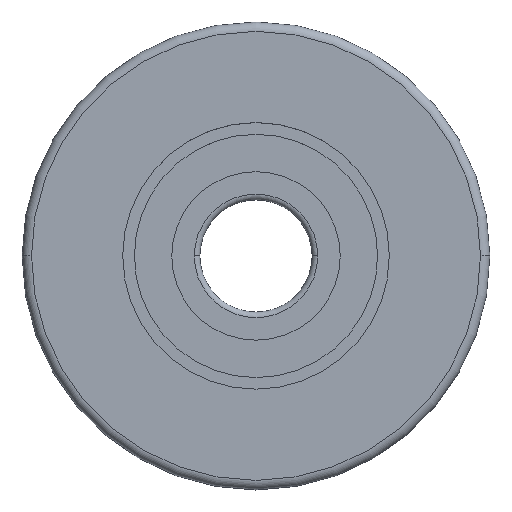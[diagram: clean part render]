
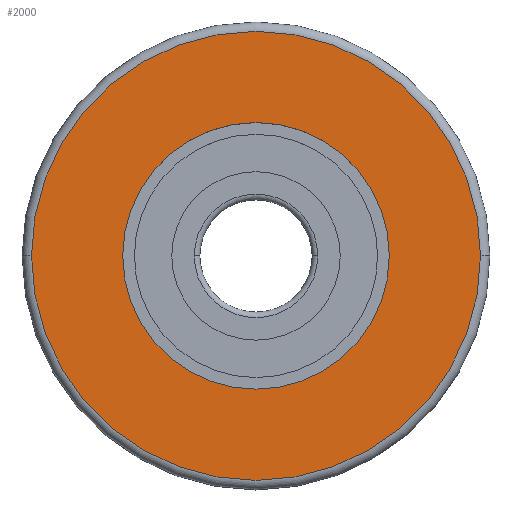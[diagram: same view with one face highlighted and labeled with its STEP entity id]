
A CAD part, top view. The second image highlights one B-rep face of the part: STEP entity #2000.
In plain terms, the highlighted planar face has unit normal (0, 0, 1).
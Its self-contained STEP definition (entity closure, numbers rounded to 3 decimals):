
#55 = CARTESIAN_POINT ( 'NONE',  ( -24., 0., 9. ) ) ;
#79 = EDGE_CURVE ( 'NONE', #684, #681, #2266, .T. ) ;
#122 = ORIENTED_EDGE ( 'NONE', *, *, #79, .T. ) ;
#166 = CIRCLE ( 'NONE', #836, 24. ) ;
#471 = CARTESIAN_POINT ( 'NONE',  ( -14.25, 0., 9. ) ) ;
#485 = FACE_BOUND ( 'NONE', #2016, .T. ) ;
#508 = ORIENTED_EDGE ( 'NONE', *, *, #1601, .T. ) ;
#540 = CARTESIAN_POINT ( 'NONE',  ( 0., 0., 9. ) ) ;
#541 = AXIS2_PLACEMENT_3D ( 'NONE', #1906, #812, #2095 ) ;
#638 = DIRECTION ( 'NONE',  ( 0., 0., 1. ) ) ;
#640 = VERTEX_POINT ( 'NONE', #2040 ) ;
#681 = VERTEX_POINT ( 'NONE', #1527 ) ;
#684 = VERTEX_POINT ( 'NONE', #55 ) ;
#726 = DIRECTION ( 'NONE',  ( -1., 0., 0. ) ) ;
#759 = EDGE_LOOP ( 'NONE', ( #122, #508 ) ) ;
#812 = DIRECTION ( 'NONE',  ( 0., 0., -1. ) ) ;
#836 = AXIS2_PLACEMENT_3D ( 'NONE', #540, #1816, #726 ) ;
#893 = AXIS2_PLACEMENT_3D ( 'NONE', #918, #2205, #1099 ) ;
#918 = CARTESIAN_POINT ( 'NONE',  ( 0., 0., 9. ) ) ;
#959 = VERTEX_POINT ( 'NONE', #471 ) ;
#967 = DIRECTION ( 'NONE',  ( 0., 0., 1. ) ) ;
#1025 = CIRCLE ( 'NONE', #893, 14.25 ) ;
#1059 = ORIENTED_EDGE ( 'NONE', *, *, #1267, .F. ) ;
#1099 = DIRECTION ( 'NONE',  ( 1., 0., 0. ) ) ;
#1184 = CIRCLE ( 'NONE', #2189, 14.25 ) ;
#1267 = EDGE_CURVE ( 'NONE', #959, #640, #1184, .T. ) ;
#1305 = ORIENTED_EDGE ( 'NONE', *, *, #1848, .F. ) ;
#1335 = CARTESIAN_POINT ( 'NONE',  ( 0., 0., 9. ) ) ;
#1527 = CARTESIAN_POINT ( 'NONE',  ( 24., 0., 9. ) ) ;
#1601 = EDGE_CURVE ( 'NONE', #681, #684, #166, .T. ) ;
#1720 = PLANE ( 'NONE',  #541 ) ;
#1734 = CARTESIAN_POINT ( 'NONE',  ( 0., 0., 9. ) ) ;
#1816 = DIRECTION ( 'NONE',  ( 0., 0., 1. ) ) ;
#1848 = EDGE_CURVE ( 'NONE', #640, #959, #1025, .T. ) ;
#1906 = CARTESIAN_POINT ( 'NONE',  ( 0., 14.25, 9. ) ) ;
#1911 = DIRECTION ( 'NONE',  ( 1., 0., 0. ) ) ;
#1917 = AXIS2_PLACEMENT_3D ( 'NONE', #1335, #967, #2069 ) ;
#2000 = ADVANCED_FACE ( 'NONE', ( #2361, #485 ), #1720, .F. ) ;
#2016 = EDGE_LOOP ( 'NONE', ( #1305, #1059 ) ) ;
#2040 = CARTESIAN_POINT ( 'NONE',  ( 14.25, 0., 9. ) ) ;
#2069 = DIRECTION ( 'NONE',  ( -1., 0., 0. ) ) ;
#2095 = DIRECTION ( 'NONE',  ( -1., 0., 0. ) ) ;
#2189 = AXIS2_PLACEMENT_3D ( 'NONE', #1734, #638, #1911 ) ;
#2205 = DIRECTION ( 'NONE',  ( 0., 0., 1. ) ) ;
#2266 = CIRCLE ( 'NONE', #1917, 24. ) ;
#2361 = FACE_OUTER_BOUND ( 'NONE', #759, .T. ) ;
